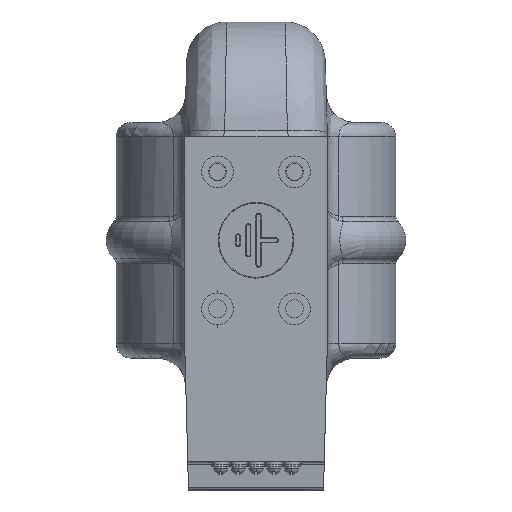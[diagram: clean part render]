
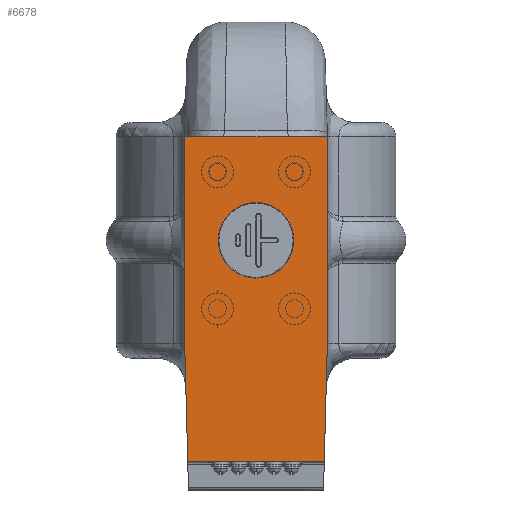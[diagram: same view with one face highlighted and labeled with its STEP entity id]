
A CAD part, front view. The second image highlights one B-rep face of the part: STEP entity #6678.
In plain terms, the highlighted planar face has unit normal (0, -1, 0).
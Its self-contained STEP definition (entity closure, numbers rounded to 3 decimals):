
#1619 = VERTEX_POINT ( 'NONE', #8016 ) ;
#1620 = VERTEX_POINT ( 'NONE', #8017 ) ;
#1621 = VERTEX_POINT ( 'NONE', #8018 ) ;
#1622 = VERTEX_POINT ( 'NONE', #8019 ) ;
#1623 = VERTEX_POINT ( 'NONE', #8020 ) ;
#1624 = VERTEX_POINT ( 'NONE', #8021 ) ;
#1757 = VERTEX_POINT ( 'NONE', #8154 ) ;
#1758 = VERTEX_POINT ( 'NONE', #8155 ) ;
#1759 = VERTEX_POINT ( 'NONE', #8156 ) ;
#1760 = VERTEX_POINT ( 'NONE', #8157 ) ;
#1841 = VERTEX_POINT ( 'NONE', #8238 ) ;
#1842 = VERTEX_POINT ( 'NONE', #8239 ) ;
#3638 = EDGE_LOOP ( 'NONE', ( #6421, #6422 ) ) ;
#3645 = EDGE_LOOP ( 'NONE', ( #6423, #6424, #6425, #6426, #6427, #6428, #6429, #6430, #6431, #6432 ) ) ;
#3902 = EDGE_CURVE ( 'NONE', #1841, #1842, #9595, .T. ) ;
#5093 = EDGE_CURVE ( 'NONE', #1758, #1757, #13575, .T. ) ;
#5102 = EDGE_CURVE ( 'NONE', #1759, #1760, #12165, .T. ) ;
#5104 = EDGE_CURVE ( 'NONE', #1759, #1758, #13580, .T. ) ;
#5144 = EDGE_CURVE ( 'NONE', #1622, #1621, #13646, .T. ) ;
#5145 = EDGE_CURVE ( 'NONE', #1621, #1620, #13651, .T. ) ;
#5147 = EDGE_CURVE ( 'NONE', #1757, #1619, #13655, .T. ) ;
#5150 = EDGE_CURVE ( 'NONE', #1842, #1841, #13662, .T. ) ;
#5151 = EDGE_CURVE ( 'NONE', #1619, #1620, #13657, .T. ) ;
#5152 = EDGE_CURVE ( 'NONE', #1622, #1623, #13663, .T. ) ;
#5153 = EDGE_CURVE ( 'NONE', #1624, #1623, #12167, .T. ) ;
#5154 = EDGE_CURVE ( 'NONE', #1624, #1760, #13647, .T. ) ;
#6421 = ORIENTED_EDGE ( 'NONE', *, *, #5150, .F. ) ;
#6422 = ORIENTED_EDGE ( 'NONE', *, *, #3902, .F. ) ;
#6423 = ORIENTED_EDGE ( 'NONE', *, *, #5147, .T. ) ;
#6424 = ORIENTED_EDGE ( 'NONE', *, *, #5151, .T. ) ;
#6425 = ORIENTED_EDGE ( 'NONE', *, *, #5145, .F. ) ;
#6426 = ORIENTED_EDGE ( 'NONE', *, *, #5144, .F. ) ;
#6427 = ORIENTED_EDGE ( 'NONE', *, *, #5152, .T. ) ;
#6428 = ORIENTED_EDGE ( 'NONE', *, *, #5153, .F. ) ;
#6429 = ORIENTED_EDGE ( 'NONE', *, *, #5154, .T. ) ;
#6430 = ORIENTED_EDGE ( 'NONE', *, *, #5102, .F. ) ;
#6431 = ORIENTED_EDGE ( 'NONE', *, *, #5104, .T. ) ;
#6432 = ORIENTED_EDGE ( 'NONE', *, *, #5093, .T. ) ;
#6678 = ADVANCED_FACE ( 'NONE', ( #19115, #19107 ), #18438, .F. ) ;
#8016 = CARTESIAN_POINT ( 'NONE',  ( -47.84, -23.7, -155. ) ) ;
#8017 = CARTESIAN_POINT ( 'NONE',  ( 47.84, -23.7, -155. ) ) ;
#8018 = CARTESIAN_POINT ( 'NONE',  ( 50., -23.7, -72.5 ) ) ;
#8019 = CARTESIAN_POINT ( 'NONE',  ( 50., -23.7, 72.5 ) ) ;
#8020 = CARTESIAN_POINT ( 'NONE',  ( 24.32, -23.7, 72.5 ) ) ;
#8021 = CARTESIAN_POINT ( 'NONE',  ( 22.716, -23.7, 72.546 ) ) ;
#8154 = CARTESIAN_POINT ( 'NONE',  ( -50., -23.7, -72.5 ) ) ;
#8155 = CARTESIAN_POINT ( 'NONE',  ( -50., -23.7, 72.5 ) ) ;
#8156 = CARTESIAN_POINT ( 'NONE',  ( -24.32, -23.7, 72.5 ) ) ;
#8157 = CARTESIAN_POINT ( 'NONE',  ( -22.716, -23.7, 72.546 ) ) ;
#8238 = CARTESIAN_POINT ( 'NONE',  ( 0., -23.7, 26.5 ) ) ;
#8239 = CARTESIAN_POINT ( 'NONE',  ( 0., -23.7, -26.5 ) ) ;
#9595 = CIRCLE ( 'NONE', #9721, 26.5 ) ;
#9721 = AXIS2_PLACEMENT_3D ( 'NONE', #10350, #10351, #10352 ) ;
#10024 = AXIS2_PLACEMENT_3D ( 'NONE', #13434, #13440, #13441 ) ;
#10350 = CARTESIAN_POINT ( 'NONE',  ( 0., -23.7, 0. ) ) ;
#10351 = DIRECTION ( 'NONE',  ( 0., -1., 0. ) ) ;
#10352 = DIRECTION ( 'NONE',  ( 0., 0., -1. ) ) ;
#11505 = DIRECTION ( 'NONE',  ( -1., 0., 0. ) ) ;
#12165 = B_SPLINE_CURVE_WITH_KNOTS ( 'NONE', 3,
 ( #13296, #13300, #13301, #13302 ),
 .UNSPECIFIED., .F., .F.,
 ( 4, 4 ),
 ( 0., 0.002 ),
 .UNSPECIFIED. ) ;
#12167 = B_SPLINE_CURVE_WITH_KNOTS ( 'NONE', 3,
 ( #13439, #14450, #14451, #14452 ),
 .UNSPECIFIED., .F., .F.,
 ( 4, 4 ),
 ( 0., 0.002 ),
 .UNSPECIFIED. ) ;
#13201 = CARTESIAN_POINT ( 'NONE',  ( -50., -23.7, 72.5 ) ) ;
#13202 = DIRECTION ( 'NONE',  ( 0., 0., -1. ) ) ;
#13296 = CARTESIAN_POINT ( 'NONE',  ( -24.32, -23.7, 72.5 ) ) ;
#13300 = CARTESIAN_POINT ( 'NONE',  ( -23.786, -23.7, 72.531 ) ) ;
#13301 = CARTESIAN_POINT ( 'NONE',  ( -23.251, -23.7, 72.546 ) ) ;
#13302 = CARTESIAN_POINT ( 'NONE',  ( -22.716, -23.7, 72.546 ) ) ;
#13331 = CARTESIAN_POINT ( 'NONE',  ( 50., -23.7, 72.5 ) ) ;
#13332 = DIRECTION ( 'NONE',  ( -1., 0., 0. ) ) ;
#13420 = CARTESIAN_POINT ( 'NONE',  ( 43.993, -23.7, -301.883 ) ) ;
#13425 = CARTESIAN_POINT ( 'NONE',  ( 50., -23.7, 72.5 ) ) ;
#13426 = DIRECTION ( 'NONE',  ( 0., 0., -1. ) ) ;
#13429 = DIRECTION ( 'NONE',  ( -0.026, 0., -1. ) ) ;
#13432 = CARTESIAN_POINT ( 'NONE',  ( -43.925, -23.7, -304.5 ) ) ;
#13433 = DIRECTION ( 'NONE',  ( 0.026, 0., -1. ) ) ;
#13434 = CARTESIAN_POINT ( 'NONE',  ( 0., -23.7, 0. ) ) ;
#13439 = CARTESIAN_POINT ( 'NONE',  ( 22.716, -23.7, 72.546 ) ) ;
#13440 = DIRECTION ( 'NONE',  ( 0., -1., 0. ) ) ;
#13441 = DIRECTION ( 'NONE',  ( 0., 0., -1. ) ) ;
#13442 = CARTESIAN_POINT ( 'NONE',  ( -60., -23.7, -155. ) ) ;
#13443 = DIRECTION ( 'NONE',  ( 1., 0., 0. ) ) ;
#13444 = CARTESIAN_POINT ( 'NONE',  ( 50., -23.7, 72.5 ) ) ;
#13575 = LINE ( 'NONE', #13201, #13576 ) ;
#13576 = VECTOR ( 'NONE', #13202, 1000. ) ;
#13580 = LINE ( 'NONE', #13331, #13583 ) ;
#13583 = VECTOR ( 'NONE', #13332, 1000. ) ;
#13646 = LINE ( 'NONE', #13425, #13649 ) ;
#13647 = LINE ( 'NONE', #14453, #13661 ) ;
#13649 = VECTOR ( 'NONE', #13426, 1000. ) ;
#13651 = LINE ( 'NONE', #13420, #13653 ) ;
#13653 = VECTOR ( 'NONE', #13429, 1000. ) ;
#13655 = LINE ( 'NONE', #13432, #13656 ) ;
#13656 = VECTOR ( 'NONE', #13433, 1000. ) ;
#13657 = LINE ( 'NONE', #13442, #13659 ) ;
#13659 = VECTOR ( 'NONE', #13443, 1000. ) ;
#13661 = VECTOR ( 'NONE', #14454, 1000. ) ;
#13662 = CIRCLE ( 'NONE', #10024, 26.5 ) ;
#13663 = LINE ( 'NONE', #13444, #13664 ) ;
#13664 = VECTOR ( 'NONE', #11505, 1000. ) ;
#14450 = CARTESIAN_POINT ( 'NONE',  ( 23.251, -23.7, 72.546 ) ) ;
#14451 = CARTESIAN_POINT ( 'NONE',  ( 23.786, -23.7, 72.531 ) ) ;
#14452 = CARTESIAN_POINT ( 'NONE',  ( 24.32, -23.7, 72.5 ) ) ;
#14453 = CARTESIAN_POINT ( 'NONE',  ( 50., -23.7, 72.546 ) ) ;
#14454 = DIRECTION ( 'NONE',  ( -1., 0., 0. ) ) ;
#17297 = AXIS2_PLACEMENT_3D ( 'NONE', #18430, #18439, #18440 ) ;
#18430 = CARTESIAN_POINT ( 'NONE',  ( 50., -23.7, 72.5 ) ) ;
#18438 = PLANE ( 'NONE',  #17297 ) ;
#18439 = DIRECTION ( 'NONE',  ( 0., 1., 0. ) ) ;
#18440 = DIRECTION ( 'NONE',  ( 0., 0., 1. ) ) ;
#19107 = FACE_OUTER_BOUND ( 'NONE', #3645, .T. ) ;
#19115 = FACE_BOUND ( 'NONE', #3638, .T. ) ;
